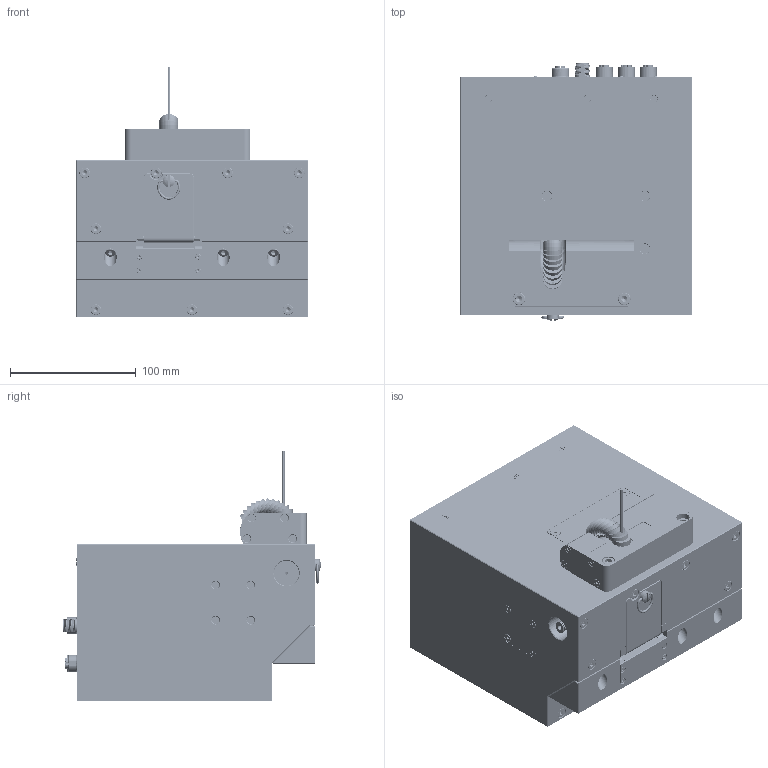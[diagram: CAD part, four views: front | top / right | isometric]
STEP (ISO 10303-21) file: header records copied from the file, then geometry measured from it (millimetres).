
FILE_DESCRIPTION(/* description */ (''),/* implementation_level */ '2;1');
FILE_NAME(/* name */ 'FPM-PROFI-NET-M12',/* time_stamp */ '2022-09-13T10:05:09+02:00',/* author */ (''),/* organization */ (''),/* preprocessor_version */ 'ST-DEVELOPER v16.5',/* originating_system */ 'HiCAD 2020 2501.0 Build 260',/* authorisation */ '');
FILE_SCHEMA (('AUTOMOTIVE_DESIGN { 1 0 10303 214 1 1 1 1 }'));
Bounding box: 185 x 205.45 x 199.5 mm (x, y, z)
Volume: 3882699.4 mm3; surface area: 520922.3 mm2
Topology: 142 solids, 367 shells, 5881 faces, 15388 edges, 9418 vertices
Faces by surface type: plane 3017, cylinder 1640, cone 694, torus 248, bspline 228, sphere 54
Full cylindrical faces by diameter (mm): 0.217 x3, 0.5 x12, 0.7 x8, 0.8 x8, 1 x3, 1.1 x10, 1.24 x8, 1.3 x8, 1.5 x6, 1.6 x9, 1.85 x10, 1.948 x12, 2 x5, 2.2 x3, 2.3 x5, 2.333 x1, 2.387 x24, 2.5 x12, 2.9 x18, 3 x22, 3.141 x1, 3.2 x12, 3.4 x8, 3.6 x4, 4 x35, 4.019 x8, 4.1 x4, 4.2 x1, 4.3 x4, 4.5 x24
Entity records: 200014 total; most frequent: CARTESIAN_POINT 65299, DIRECTION 28984, ORIENTED_EDGE 26188, EDGE_CURVE 13691, AXIS2_PLACEMENT_3D 11298, VERTEX_POINT 8919, FACE_BOUND 7587, EDGE_LOOP 7460
